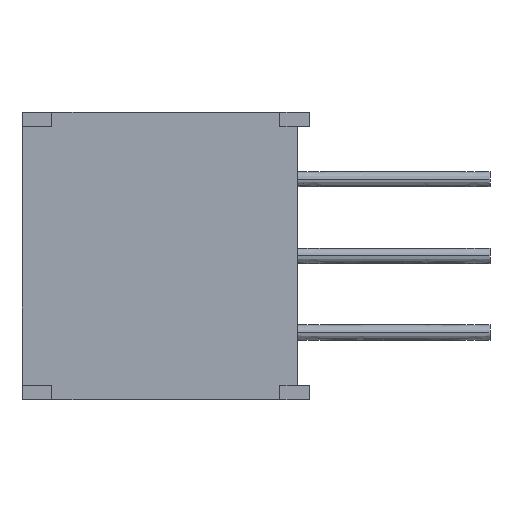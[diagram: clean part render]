
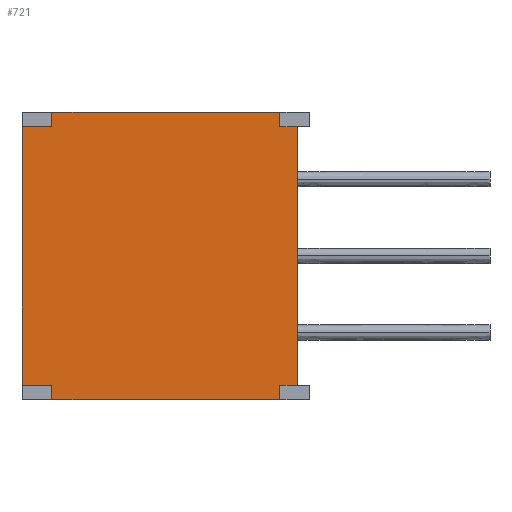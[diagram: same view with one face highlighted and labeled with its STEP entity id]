
A CAD part, top view. The second image highlights one B-rep face of the part: STEP entity #721.
In plain terms, the highlighted free-form (B-spline) face has degree [1, 1] with [2, 2] control points.
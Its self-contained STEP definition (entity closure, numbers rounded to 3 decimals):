
#721=ADVANCED_FACE('',(#2131),#2132,.F.);
#1095=EDGE_CURVE('',#2706,#2707,#2708,.T.);
#1097=EDGE_CURVE('',#2710,#2707,#2711,.T.);
#1099=EDGE_CURVE('',#2710,#2713,#2714,.T.);
#1101=EDGE_CURVE('',#2713,#2716,#2717,.T.);
#1103=EDGE_CURVE('',#2719,#2716,#2720,.T.);
#1105=EDGE_CURVE('',#2722,#2719,#2723,.T.);
#1107=EDGE_CURVE('',#2722,#2725,#2726,.T.);
#1109=EDGE_CURVE('',#2728,#2725,#2729,.T.);
#1111=EDGE_CURVE('',#2728,#2731,#2732,.T.);
#1113=EDGE_CURVE('',#2731,#2734,#2735,.T.);
#1115=EDGE_CURVE('',#2737,#2734,#2738,.T.);
#1117=EDGE_CURVE('',#2737,#2706,#2740,.T.);
#2131=FACE_OUTER_BOUND('',#4070,.T.);
#2132=B_SPLINE_SURFACE_WITH_KNOTS('',1,1,((#4071,#4072),(#4073,#4074)),.UNSPECIFIED.,.F.,.F.,.F.,(2,2),(2,2),(-0.185,0.174),(-0.188,0.188),.UNSPECIFIED.);
#2706=VERTEX_POINT('',#5872);
#2707=VERTEX_POINT('',#5873);
#2708=LINE('',#5874,#5875);
#2710=VERTEX_POINT('',#5878);
#2711=LINE('',#5879,#5880);
#2713=VERTEX_POINT('',#5883);
#2714=LINE('',#5884,#5885);
#2716=VERTEX_POINT('',#5888);
#2717=LINE('',#5889,#5890);
#2719=VERTEX_POINT('',#5893);
#2720=LINE('',#5894,#5895);
#2722=VERTEX_POINT('',#5898);
#2723=LINE('',#5899,#5900);
#2725=VERTEX_POINT('',#5903);
#2726=LINE('',#5904,#5905);
#2728=VERTEX_POINT('',#5908);
#2729=LINE('',#5909,#5910);
#2731=VERTEX_POINT('',#5913);
#2732=LINE('',#5914,#5915);
#2734=VERTEX_POINT('',#5918);
#2735=LINE('',#5919,#5920);
#2737=VERTEX_POINT('',#5923);
#2738=LINE('',#5924,#5925);
#2740=LINE('',#5928,#5929);
#4070=EDGE_LOOP('',(#8247,#8248,#8249,#8250,#8251,#8252,#8253,#8254,#8255,#8256,#8257,#8258));
#4071=CARTESIAN_POINT('',(-4.7,4.764,0.0));
#4072=CARTESIAN_POINT('',(-4.7,-4.764,0.0));
#4073=CARTESIAN_POINT('',(4.421,4.764,0.0));
#4074=CARTESIAN_POINT('',(4.421,-4.764,0.0));
#5872=CARTESIAN_POINT('',(4.42,4.28,0.0));
#5873=CARTESIAN_POINT('',(3.835,4.28,0.0));
#5874=CARTESIAN_POINT('',(4.42,4.28,0.0));
#5875=VECTOR('',#9451,0.584);
#5878=CARTESIAN_POINT('',(3.835,4.763,0.0));
#5879=CARTESIAN_POINT('',(3.835,4.763,0.0));
#5880=VECTOR('',#9452,0.483);
#5883=CARTESIAN_POINT('',(-3.708,4.763,0.0));
#5884=CARTESIAN_POINT('',(3.835,4.763,0.0));
#5885=VECTOR('',#9453,7.544);
#5888=CARTESIAN_POINT('',(-3.708,4.28,0.0));
#5889=CARTESIAN_POINT('',(-3.708,4.763,0.0));
#5890=VECTOR('',#9454,0.483);
#5893=CARTESIAN_POINT('',(-4.699,4.28,0.0));
#5894=CARTESIAN_POINT('',(-4.699,4.28,0.0));
#5895=VECTOR('',#9455,0.991);
#5898=CARTESIAN_POINT('',(-4.699,-4.28,0.0));
#5899=CARTESIAN_POINT('',(-4.699,-4.28,0.0));
#5900=VECTOR('',#9456,8.56);
#5903=CARTESIAN_POINT('',(-3.708,-4.28,0.0));
#5904=CARTESIAN_POINT('',(-4.699,-4.28,0.0));
#5905=VECTOR('',#9457,0.991);
#5908=CARTESIAN_POINT('',(-3.708,-4.763,0.0));
#5909=CARTESIAN_POINT('',(-3.708,-4.763,0.0));
#5910=VECTOR('',#9458,0.483);
#5913=CARTESIAN_POINT('',(3.835,-4.763,0.0));
#5914=CARTESIAN_POINT('',(-3.708,-4.763,0.0));
#5915=VECTOR('',#9459,7.544);
#5918=CARTESIAN_POINT('',(3.835,-4.28,0.0));
#5919=CARTESIAN_POINT('',(3.835,-4.763,0.0));
#5920=VECTOR('',#9460,0.483);
#5923=CARTESIAN_POINT('',(4.42,-4.28,0.0));
#5924=CARTESIAN_POINT('',(4.42,-4.28,0.0));
#5925=VECTOR('',#9461,0.584);
#5928=CARTESIAN_POINT('',(4.42,-4.28,0.0));
#5929=VECTOR('',#9462,8.56);
#8247=ORIENTED_EDGE('',*,*,#1095,.T.);
#8248=ORIENTED_EDGE('',*,*,#1097,.F.);
#8249=ORIENTED_EDGE('',*,*,#1099,.T.);
#8250=ORIENTED_EDGE('',*,*,#1101,.T.);
#8251=ORIENTED_EDGE('',*,*,#1103,.F.);
#8252=ORIENTED_EDGE('',*,*,#1105,.F.);
#8253=ORIENTED_EDGE('',*,*,#1107,.T.);
#8254=ORIENTED_EDGE('',*,*,#1109,.F.);
#8255=ORIENTED_EDGE('',*,*,#1111,.T.);
#8256=ORIENTED_EDGE('',*,*,#1113,.T.);
#8257=ORIENTED_EDGE('',*,*,#1115,.F.);
#8258=ORIENTED_EDGE('',*,*,#1117,.T.);
#9451=DIRECTION('',(-1.0,0.0,0.0));
#9452=DIRECTION('',(0.0,-1.0,0.0));
#9453=DIRECTION('',(-1.0,0.0,0.0));
#9454=DIRECTION('',(0.0,-1.0,0.0));
#9455=DIRECTION('',(1.0,0.0,0.0));
#9456=DIRECTION('',(0.0,1.0,0.0));
#9457=DIRECTION('',(1.0,0.0,0.0));
#9458=DIRECTION('',(0.0,1.0,0.0));
#9459=DIRECTION('',(1.0,0.0,0.0));
#9460=DIRECTION('',(0.0,1.0,0.0));
#9461=DIRECTION('',(-1.0,0.0,0.0));
#9462=DIRECTION('',(0.0,1.0,0.0));
